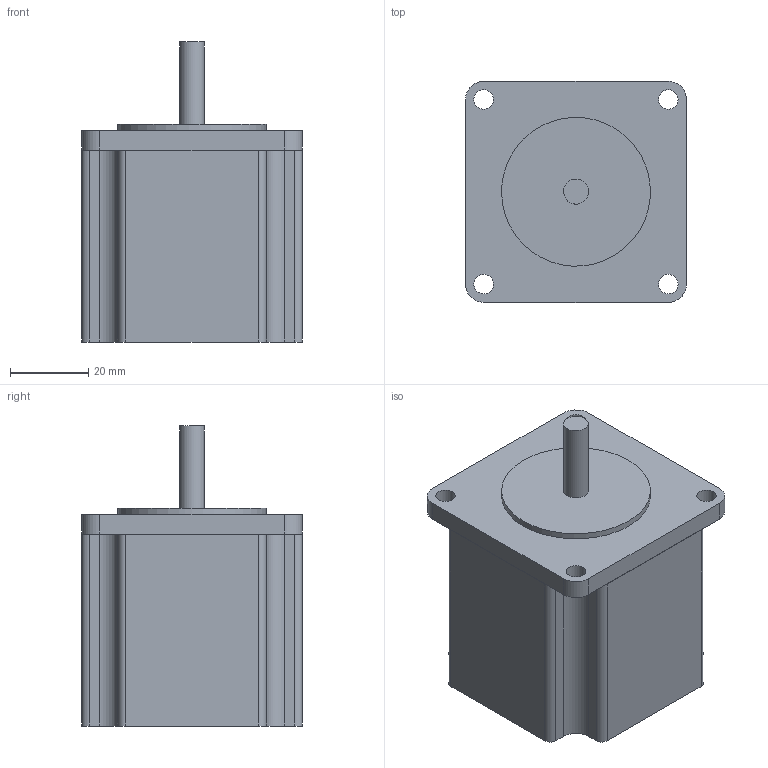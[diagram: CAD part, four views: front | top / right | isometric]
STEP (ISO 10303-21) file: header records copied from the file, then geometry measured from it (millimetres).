
FILE_DESCRIPTION(/* description */ (''),/* implementation_level */ '2;1');
FILE_NAME(/* name */ 'NEMA23.step',/* time_stamp */ '2026-02-10T22:25:08+05:30',/* author */ (''),/* organization */ (''),/* preprocessor_version */ 'ST-DEVELOPER v20.1',/* originating_system */ 'Autodesk Translation Framework v14.24.0.0',/* authorisation */ '');
FILE_SCHEMA (('AUTOMOTIVE_DESIGN { 1 0 10303 214 3 1 1 }'));
Length unit declared in the file: millimetre
Products named in the file (1): 2026-02-10-22-25-08-569
Bounding box: 56.4 x 56.4 x 76.6 mm (x, y, z)
Volume: 157525.4 mm3; surface area: 24207.8 mm2
Topology: 2 solids, 2 shells, 44 faces, 114 edges, 76 vertices
Faces by surface type: bspline 22, plane 22
Entity records: 2033 total; most frequent: CARTESIAN_POINT 929, ORIENTED_EDGE 228, DIRECTION 148, EDGE_CURVE 114, VERTEX_POINT 76, LINE 70, VECTOR 70, EDGE_LOOP 54
